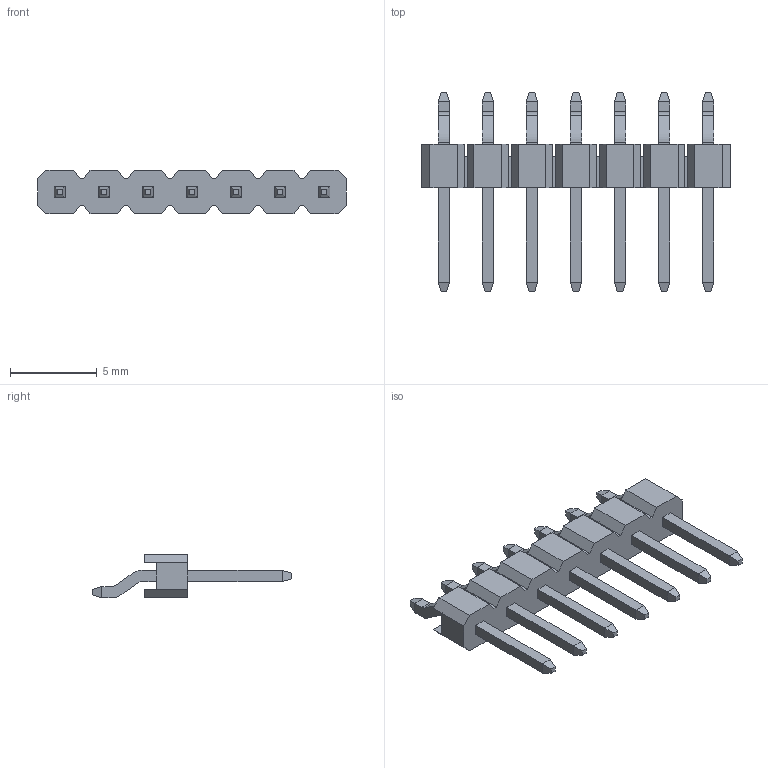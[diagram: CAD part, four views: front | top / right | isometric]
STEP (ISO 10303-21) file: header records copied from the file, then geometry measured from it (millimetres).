
FILE_DESCRIPTION(('STEP AP214'),'1');
FILE_NAME('pin_header_a-sl254-ea-g07mp1.stp','2017-04-01T08:34:56',('TraceParts'),('TraceParts S.A.'),'Spatial InterOp 3D',' ',' ');
FILE_SCHEMA(('automotive_design'));
Length unit declared in the file: millimetre
Products named in the file (1): pin_header_a-sl254-ea-g07mp1
Bounding box: 17.78 x 11.5 x 2.5 mm (x, y, z)
Volume: 110 mm3; surface area: 384.2 mm2
Topology: 1 solids, 1 shells, 268 faces, 672 edges, 420 vertices
Faces by surface type: plane 240, cylinder 28
Entity records: 9940 total; most frequent: CARTESIAN_POINT 1361, ORIENTED_EDGE 1344, DIRECTION 1266, EDGE_CURVE 672, LINE 616, VECTOR 616, VERTEX_POINT 420, AXIS2_PLACEMENT_3D 325
